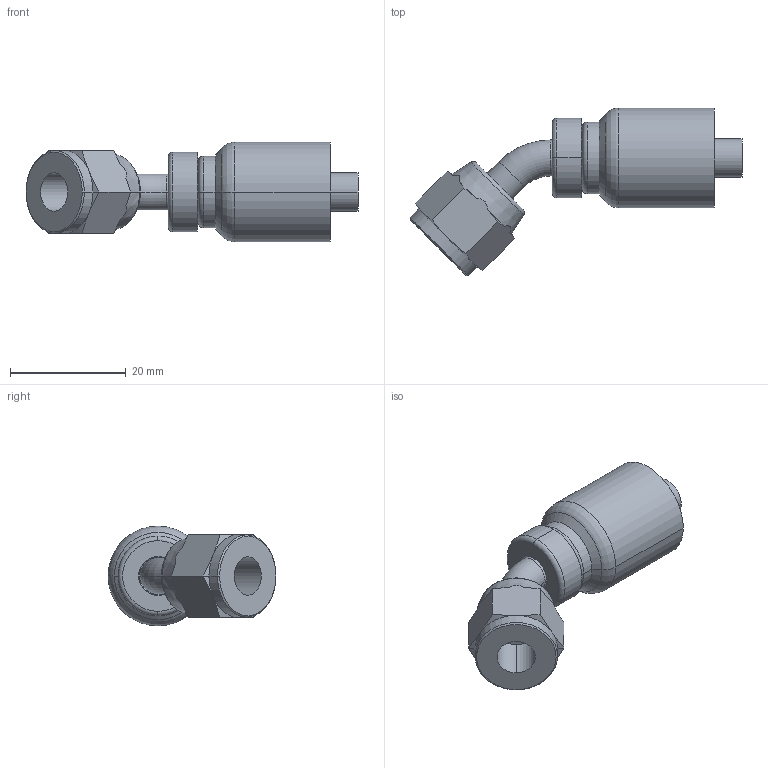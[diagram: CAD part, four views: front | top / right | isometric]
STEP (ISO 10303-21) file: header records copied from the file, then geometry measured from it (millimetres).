
FILE_DESCRIPTION((''),'2;1');
FILE_NAME('1GA4FJA4_ASM','2008-08-04T',('E5251014'),('Eaton Hydraulics Inc.'),'PRO/ENGINEER BY PARAMETRIC TECHNOLOGY CORPORATION, 2005170','PRO/ENGINEER BY PARAMETRIC TECHNOLOGY CORPORATION, 2005170','');
FILE_SCHEMA(('CONFIG_CONTROL_DESIGN'));
Length unit declared in the file: millimetre
Products named in the file (5): 1F40014-0404; 404501-4_FLARED; 210221-4; 1G4_CRIMP; 1GA4FJA4_ASM
Assembly tree (4 placements, depth 2):
  1GA4FJA4_ASM
    1F40014-0404
    404501-4_FLARED
    210221-4
    1G4_CRIMP
Bounding box: 57.48 x 29.06 x 17.27 mm (x, y, z)
Volume: 4810.4 mm3; surface area: 6091.7 mm2
Topology: 4 solids, 4 shells, 102 faces, 220 edges, 130 vertices
Faces by surface type: cylinder 36, torus 24, cone 24, plane 18
Entity records: 3055 total; most frequent: CARTESIAN_POINT 629, DIRECTION 554, ORIENTED_EDGE 440, AXIS2_PLACEMENT_3D 247, EDGE_CURVE 220, CIRCLE 136, VERTEX_POINT 130, EDGE_LOOP 114
